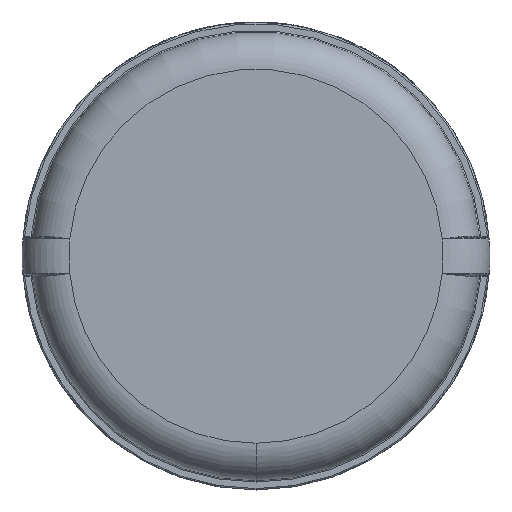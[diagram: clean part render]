
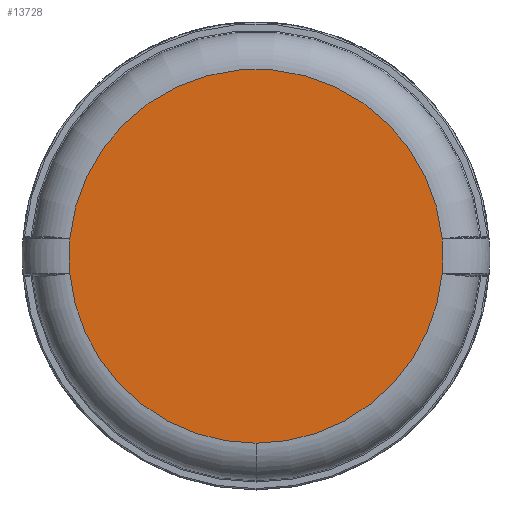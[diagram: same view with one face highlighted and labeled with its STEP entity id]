
A CAD part, left-side view. The second image highlights one B-rep face of the part: STEP entity #13728.
In plain terms, the highlighted planar face has unit normal (-1, 0, 0).
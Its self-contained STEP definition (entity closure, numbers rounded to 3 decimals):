
#184 = VERTEX_POINT ( 'NONE', #11958 ) ;
#967 = DIRECTION ( 'NONE',  ( -1., 0., 0. ) ) ;
#1802 = CARTESIAN_POINT ( 'NONE',  ( -33., -39.829, 3.7 ) ) ;
#2553 = CARTESIAN_POINT ( 'NONE',  ( -33., 48., 0. ) ) ;
#2666 = CARTESIAN_POINT ( 'NONE',  ( -33., 0., -40. ) ) ;
#2743 = PLANE ( 'NONE',  #4151 ) ;
#2951 = AXIS2_PLACEMENT_3D ( 'NONE', #21085, #4263, #6155 ) ;
#3908 = EDGE_CURVE ( 'NONE', #23989, #16879, #15839, .T. ) ;
#4151 = AXIS2_PLACEMENT_3D ( 'NONE', #2553, #17599, #22034 ) ;
#4263 = DIRECTION ( 'NONE',  ( -1., 0., 0. ) ) ;
#5769 = EDGE_CURVE ( 'NONE', #16879, #184, #22045, .T. ) ;
#6155 = DIRECTION ( 'NONE',  ( 0., 0., 1. ) ) ;
#6824 = EDGE_LOOP ( 'NONE', ( #20116, #12627, #14682, #12757, #11437 ) ) ;
#6892 = CARTESIAN_POINT ( 'NONE',  ( -33., 39.829, -3.7 ) ) ;
#7829 = VERTEX_POINT ( 'NONE', #12238 ) ;
#9305 = AXIS2_PLACEMENT_3D ( 'NONE', #14394, #10088, #23153 ) ;
#9711 = CARTESIAN_POINT ( 'NONE',  ( -33., 0., 0. ) ) ;
#10088 = DIRECTION ( 'NONE',  ( -1., 0., 0. ) ) ;
#11437 = ORIENTED_EDGE ( 'NONE', *, *, #17771, .T. ) ;
#11510 = CARTESIAN_POINT ( 'NONE',  ( -33., 0., 0. ) ) ;
#11550 = DIRECTION ( 'NONE',  ( 0., 0., 1. ) ) ;
#11758 = FACE_OUTER_BOUND ( 'NONE', #6824, .T. ) ;
#11958 = CARTESIAN_POINT ( 'NONE',  ( -33., -39.829, -3.7 ) ) ;
#12238 = CARTESIAN_POINT ( 'NONE',  ( -33., 39.829, 3.7 ) ) ;
#12437 = AXIS2_PLACEMENT_3D ( 'NONE', #9711, #24739, #11550 ) ;
#12627 = ORIENTED_EDGE ( 'NONE', *, *, #21019, .T. ) ;
#12757 = ORIENTED_EDGE ( 'NONE', *, *, #5769, .T. ) ;
#13728 = ADVANCED_FACE ( 'NONE', ( #11758 ), #2743, .T. ) ;
#14201 = CARTESIAN_POINT ( 'NONE',  ( -33., 0., 0. ) ) ;
#14394 = CARTESIAN_POINT ( 'NONE',  ( -33., 0., 0. ) ) ;
#14682 = ORIENTED_EDGE ( 'NONE', *, *, #3908, .T. ) ;
#15839 = CIRCLE ( 'NONE', #22914, 40. ) ;
#16879 = VERTEX_POINT ( 'NONE', #2666 ) ;
#17599 = DIRECTION ( 'NONE',  ( -1., 0., 0. ) ) ;
#17771 = EDGE_CURVE ( 'NONE', #184, #23557, #25848, .T. ) ;
#20116 = ORIENTED_EDGE ( 'NONE', *, *, #24111, .T. ) ;
#20846 = DIRECTION ( 'NONE',  ( -1., 0., 0. ) ) ;
#21019 = EDGE_CURVE ( 'NONE', #7829, #23989, #24513, .T. ) ;
#21085 = CARTESIAN_POINT ( 'NONE',  ( -33., 0., 0. ) ) ;
#21392 = AXIS2_PLACEMENT_3D ( 'NONE', #11510, #967, #26667 ) ;
#22034 = DIRECTION ( 'NONE',  ( 0., 0., 1. ) ) ;
#22045 = CIRCLE ( 'NONE', #21392, 40. ) ;
#22914 = AXIS2_PLACEMENT_3D ( 'NONE', #14201, #20846, #27927 ) ;
#23072 = CIRCLE ( 'NONE', #12437, 40. ) ;
#23153 = DIRECTION ( 'NONE',  ( 0., 0., 1. ) ) ;
#23557 = VERTEX_POINT ( 'NONE', #1802 ) ;
#23989 = VERTEX_POINT ( 'NONE', #6892 ) ;
#24111 = EDGE_CURVE ( 'NONE', #23557, #7829, #23072, .T. ) ;
#24513 = CIRCLE ( 'NONE', #9305, 40. ) ;
#24739 = DIRECTION ( 'NONE',  ( -1., 0., 0. ) ) ;
#25848 = CIRCLE ( 'NONE', #2951, 40. ) ;
#26667 = DIRECTION ( 'NONE',  ( 0., 0., 1. ) ) ;
#27927 = DIRECTION ( 'NONE',  ( 0., 0., 1. ) ) ;
